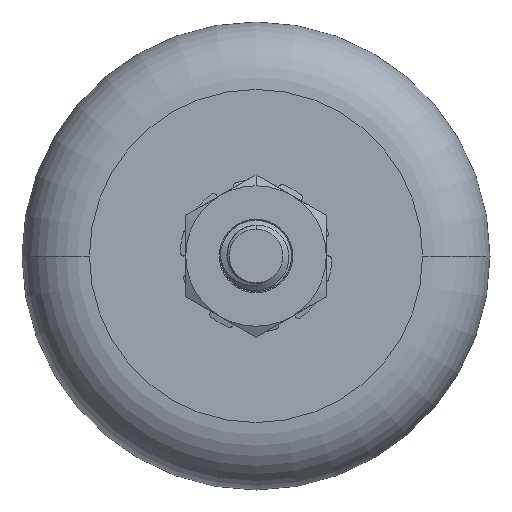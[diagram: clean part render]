
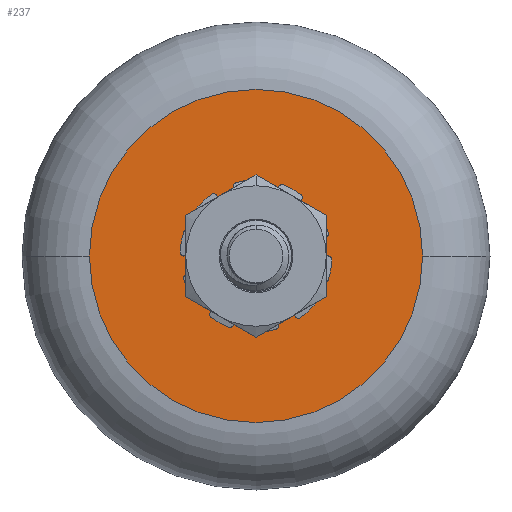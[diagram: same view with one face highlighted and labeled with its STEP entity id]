
A CAD part, front view. The second image highlights one B-rep face of the part: STEP entity #237.
In plain terms, the highlighted planar face has unit normal (0, -1, 0).
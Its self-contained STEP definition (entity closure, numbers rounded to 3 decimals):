
#20=CARTESIAN_POINT('',(0.,-7.62,0.));
#21=DIRECTION('',(0.,1.,0.));
#22=DIRECTION('',(1.,0.,0.));
#23=AXIS2_PLACEMENT_3D('',#20,#21,#22);
#25=CARTESIAN_POINT('',(0.,-7.62,0.));
#26=DIRECTION('',(0.,-1.,0.));
#27=DIRECTION('',(1.,0.,0.));
#28=AXIS2_PLACEMENT_3D('',#25,#26,#27);
#30=CARTESIAN_POINT('',(0.,-7.62,0.));
#31=DIRECTION('',(0.,-1.,0.));
#32=DIRECTION('',(1.,0.,0.));
#33=AXIS2_PLACEMENT_3D('',#30,#31,#32);
#45=CARTESIAN_POINT('',(0.,-7.62,0.));
#46=DIRECTION('',(0.,1.,0.));
#47=DIRECTION('',(1.,0.,0.));
#48=AXIS2_PLACEMENT_3D('',#45,#46,#47);
#153=CARTESIAN_POINT('',(2.32,-7.62,0.));
#155=VERTEX_POINT('',#153);
#156=CARTESIAN_POINT('',(11.303,-7.62,0.));
#158=VERTEX_POINT('',#156);
#173=CARTESIAN_POINT('',(-2.32,-7.62,0.));
#175=VERTEX_POINT('',#173);
#176=CARTESIAN_POINT('',(-11.303,-7.62,0.));
#178=VERTEX_POINT('',#176);
#222=CARTESIAN_POINT('',(0.,-7.62,0.));
#223=DIRECTION('',(0.,-1.,0.));
#224=DIRECTION('',(-1.,0.,0.));
#225=AXIS2_PLACEMENT_3D('',#222,#223,#224);
#226=PLANE('',#225);
#228=ORIENTED_EDGE('',*,*,#227,.F.);
#230=ORIENTED_EDGE('',*,*,#229,.T.);
#231=EDGE_LOOP('',(#228,#230));
#232=FACE_OUTER_BOUND('',#231,.F.);
#233=ORIENTED_EDGE('',*,*,#214,.F.);
#234=ORIENTED_EDGE('',*,*,#203,.T.);
#235=EDGE_LOOP('',(#233,#234));
#236=FACE_BOUND('',#235,.F.);
#237=ADVANCED_FACE('',(#232,#236),#226,.T.);
#24=CIRCLE('',#23,2.32);
#29=CIRCLE('',#28,2.32);
#34=CIRCLE('',#33,11.303);
#49=CIRCLE('',#48,11.303);
#203=EDGE_CURVE('',#155,#175,#29,.T.);
#214=EDGE_CURVE('',#155,#175,#24,.T.);
#227=EDGE_CURVE('',#158,#178,#34,.T.);
#229=EDGE_CURVE('',#158,#178,#49,.T.);
